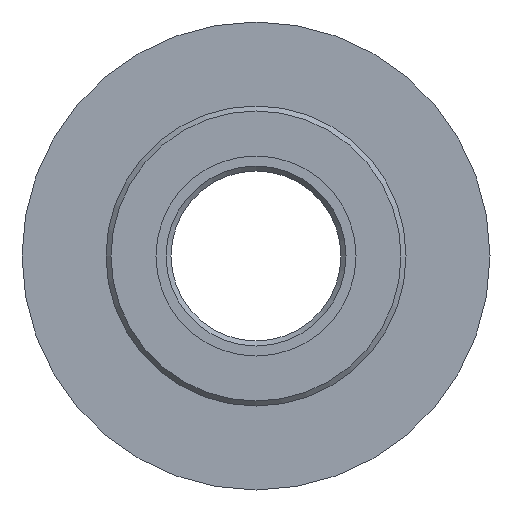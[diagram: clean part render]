
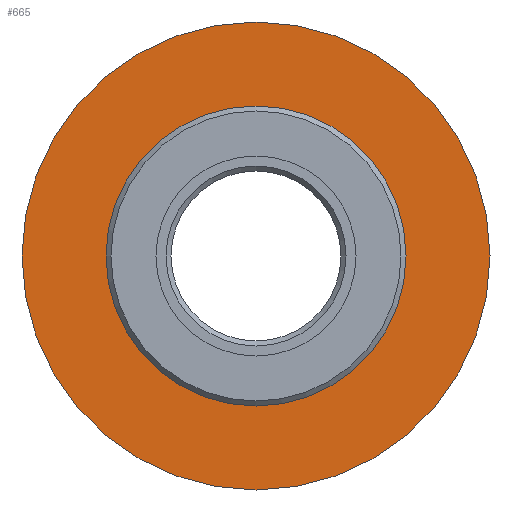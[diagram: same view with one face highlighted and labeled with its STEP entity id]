
A CAD part, left-side view. The second image highlights one B-rep face of the part: STEP entity #665.
In plain terms, the highlighted planar face has unit normal (-1, 0, 0).
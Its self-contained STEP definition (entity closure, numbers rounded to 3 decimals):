
#506 = CYLINDRICAL_SURFACE('',#507,23.4);
#507 = AXIS2_PLACEMENT_3D('',#508,#509,#510);
#508 = CARTESIAN_POINT('',(-2.504,0.,0.));
#509 = DIRECTION('',(1.,0.,0.));
#510 = DIRECTION('',(0.,1.,0.));
#579 = EDGE_CURVE('',#580,#580,#582,.T.);
#580 = VERTEX_POINT('',#581);
#581 = CARTESIAN_POINT('',(-2.504,23.4,0.));
#582 = SURFACE_CURVE('',#583,(#588,#595),.PCURVE_S1.);
#583 = CIRCLE('',#584,23.4);
#584 = AXIS2_PLACEMENT_3D('',#585,#586,#587);
#585 = CARTESIAN_POINT('',(-2.504,0.,0.));
#586 = DIRECTION('',(1.,0.,0.));
#587 = DIRECTION('',(0.,1.,0.));
#588 = PCURVE('',#506,#589);
#589 = DEFINITIONAL_REPRESENTATION('',(#590),#594);
#590 = LINE('',#591,#592);
#591 = CARTESIAN_POINT('',(0.,0.));
#592 = VECTOR('',#593,1.);
#593 = DIRECTION('',(1.,0.));
#594 = ( GEOMETRIC_REPRESENTATION_CONTEXT(2) 
PARAMETRIC_REPRESENTATION_CONTEXT() REPRESENTATION_CONTEXT('2D SPACE',''
  ) );
#595 = PCURVE('',#596,#601);
#596 = PLANE('',#597);
#597 = AXIS2_PLACEMENT_3D('',#598,#599,#600);
#598 = CARTESIAN_POINT('',(-2.504,0.,0.));
#599 = DIRECTION('',(1.,0.,0.));
#600 = DIRECTION('',(0.,1.,0.));
#601 = DEFINITIONAL_REPRESENTATION('',(#602),#606);
#602 = CIRCLE('',#603,23.4);
#603 = AXIS2_PLACEMENT_2D('',#604,#605);
#604 = CARTESIAN_POINT('',(0.,0.));
#605 = DIRECTION('',(1.,-0.));
#606 = ( GEOMETRIC_REPRESENTATION_CONTEXT(2) 
PARAMETRIC_REPRESENTATION_CONTEXT() REPRESENTATION_CONTEXT('2D SPACE',''
  ) );
#665 = ADVANCED_FACE('',(#666,#697),#596,.F.);
#666 = FACE_BOUND('',#667,.T.);
#667 = EDGE_LOOP('',(#668));
#668 = ORIENTED_EDGE('',*,*,#669,.T.);
#669 = EDGE_CURVE('',#670,#670,#672,.T.);
#670 = VERTEX_POINT('',#671);
#671 = CARTESIAN_POINT('',(-2.504,15.,0.));
#672 = SURFACE_CURVE('',#673,(#678,#685),.PCURVE_S1.);
#673 = CIRCLE('',#674,15.);
#674 = AXIS2_PLACEMENT_3D('',#675,#676,#677);
#675 = CARTESIAN_POINT('',(-2.504,0.,0.));
#676 = DIRECTION('',(1.,0.,0.));
#677 = DIRECTION('',(0.,1.,0.));
#678 = PCURVE('',#596,#679);
#679 = DEFINITIONAL_REPRESENTATION('',(#680),#684);
#680 = CIRCLE('',#681,15.);
#681 = AXIS2_PLACEMENT_2D('',#682,#683);
#682 = CARTESIAN_POINT('',(0.,0.));
#683 = DIRECTION('',(1.,-0.));
#684 = ( GEOMETRIC_REPRESENTATION_CONTEXT(2) 
PARAMETRIC_REPRESENTATION_CONTEXT() REPRESENTATION_CONTEXT('2D SPACE',''
  ) );
#685 = PCURVE('',#686,#691);
#686 = CYLINDRICAL_SURFACE('',#687,15.);
#687 = AXIS2_PLACEMENT_3D('',#688,#689,#690);
#688 = CARTESIAN_POINT('',(-5.004,0.,0.));
#689 = DIRECTION('',(1.,0.,0.));
#690 = DIRECTION('',(0.,1.,0.));
#691 = DEFINITIONAL_REPRESENTATION('',(#692),#696);
#692 = LINE('',#693,#694);
#693 = CARTESIAN_POINT('',(0.,2.5));
#694 = VECTOR('',#695,1.);
#695 = DIRECTION('',(1.,0.));
#696 = ( GEOMETRIC_REPRESENTATION_CONTEXT(2) 
PARAMETRIC_REPRESENTATION_CONTEXT() REPRESENTATION_CONTEXT('2D SPACE',''
  ) );
#697 = FACE_BOUND('',#698,.T.);
#698 = EDGE_LOOP('',(#699));
#699 = ORIENTED_EDGE('',*,*,#579,.F.);
